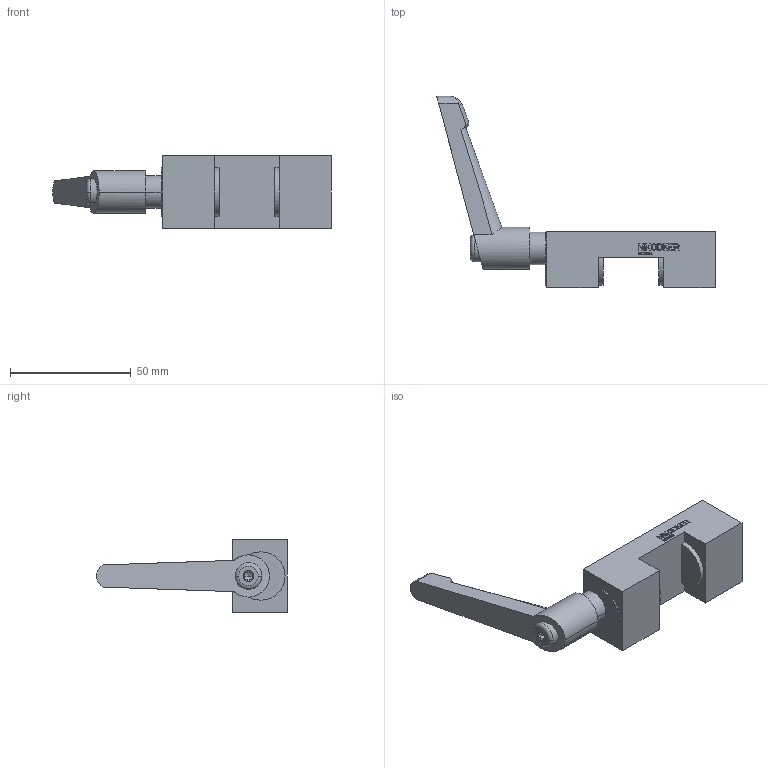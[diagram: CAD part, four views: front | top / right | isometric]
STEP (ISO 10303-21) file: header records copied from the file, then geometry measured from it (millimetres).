
FILE_DESCRIPTION((''),'2;1');
FILE_NAME('NK2501A','2023-07-11T21:49:58',('lx'),(''),'CREO PARAMETRIC BY PTC INC, 2018100','CREO PARAMETRIC BY PTC INC, 2018100','');
FILE_SCHEMA(('CONFIG_CONTROL_DESIGN'));
Length unit declared in the file: millimetre
Products named in the file (1): NK2501A
Bounding box: 115.5 x 79.2 x 30 mm (x, y, z)
Volume: 50080.5 mm3; surface area: 14679.5 mm2
Topology: 1 solids, 3 shells, 398 faces, 1086 edges, 721 vertices
Faces by surface type: plane 346, cylinder 38, cone 10, torus 3, bspline 1
Entity records: 12706 total; most frequent: CARTESIAN_POINT 2627, ORIENTED_EDGE 2166, DIRECTION 1890, EDGE_CURVE 1084, VECTOR 968, LINE 968, VERTEX_POINT 721, AXIS2_PLACEMENT_3D 461
